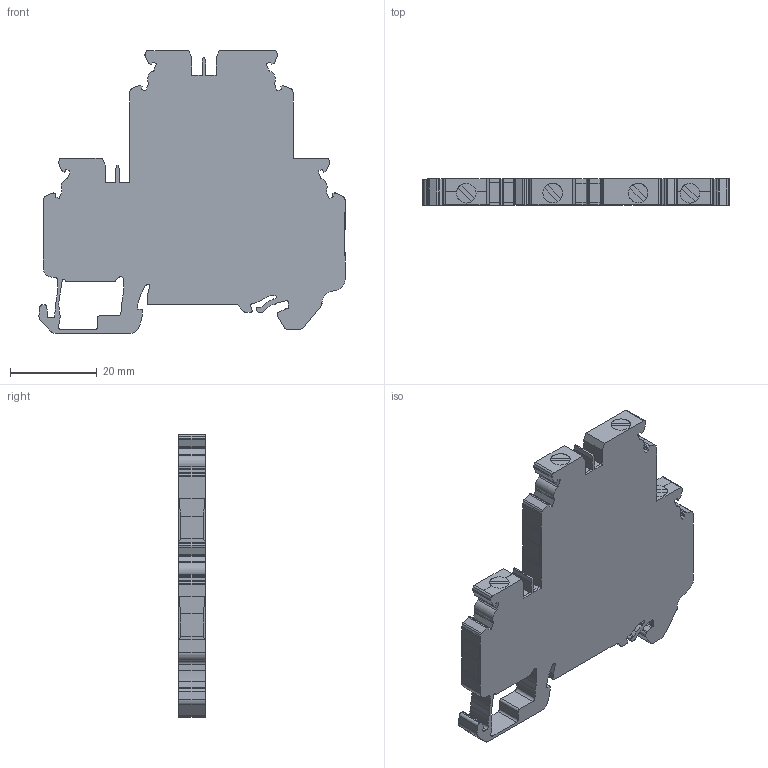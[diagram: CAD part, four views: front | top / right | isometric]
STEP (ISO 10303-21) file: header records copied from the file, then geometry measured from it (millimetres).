
FILE_DESCRIPTION(/* description */ ('Unknown'),/* implementation_level */ '2;1');
FILE_NAME(/* name */ 'CYDLG4',/* time_stamp */ '2019-07-17T10:20:35+06:00',/* author */ ('Unknown'),/* organization */ ('Unknown'),/* preprocessor_version */ 'ST-DEVELOPER v16.7',/* originating_system */ 'DEX',/* authorisation */ $);
FILE_SCHEMA (('AUTOMOTIVE_DESIGN {1 0 10303 214 3 1 1}'));
Length unit declared in the file: millimetre
Products named in the file (1): CYDLG4
Bounding box: 70.5 x 6 x 65.1 mm (x, y, z)
Volume: 18333.1 mm3; surface area: 8619.4 mm2
Topology: 1 solids, 1 shells, 361 faces, 1035 edges, 678 vertices
Faces by surface type: plane 237, cylinder 124
Full cylindrical faces by diameter (mm): 4.5 x2
Entity records: 14293 total; most frequent: CARTESIAN_POINT 2069, ORIENTED_EDGE 2062, DIRECTION 2017, EDGE_CURVE 1031, LINE 769, VECTOR 769, VERTEX_POINT 676, AXIS2_PLACEMENT_3D 624
